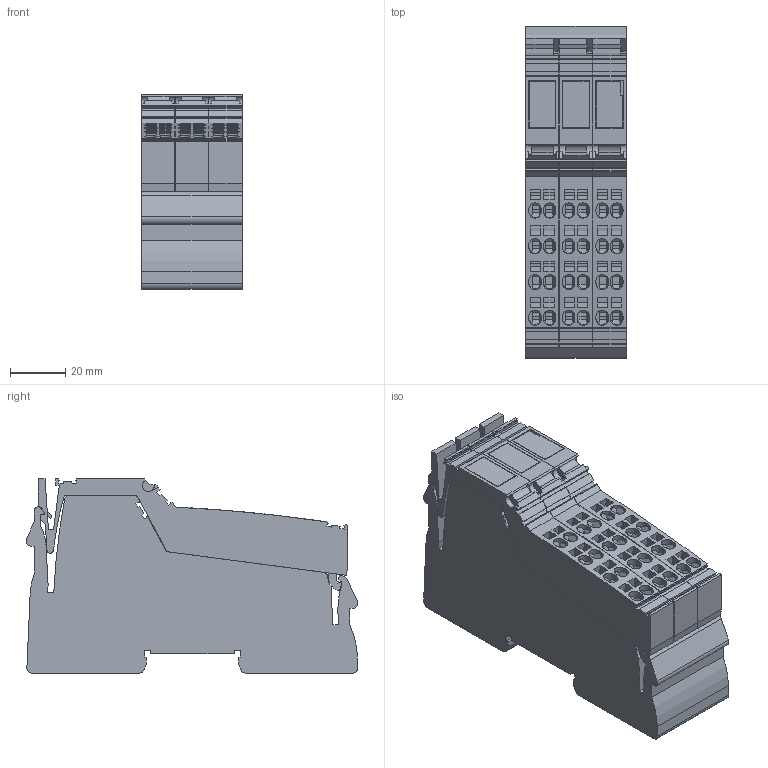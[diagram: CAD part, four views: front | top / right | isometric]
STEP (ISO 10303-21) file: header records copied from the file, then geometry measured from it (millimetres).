
FILE_DESCRIPTION(('Creo Elements/Direct Modeling STEP Export'),'2;1');
FILE_NAME('model.stp','2019-06-19T 3:41:01',(''),(''),'Creo Elements/Direct Modeling STEP processor for AP214 (Solid Model)','Creo Elements/Direct Modeling 20.1A 29-Sep-2018 (C) Parametric Technology GmbH','');
FILE_SCHEMA(('AUTOMOTIVE_DESIGN { 1 0 10303 214 1 1 1 1 }'));
Length unit declared in the file: millimetre
Products named in the file (5): L_L_LWL_WH-select.2; L_L_LWL_WH_AUSSEN-select; L_L_X_GEH_GY_7042-select; L_L_ST_GY_7042-select; IB_IL_120_PWR_IN_PAC-select
Assembly tree (7 placements, depth 2):
  IB_IL_120_PWR_IN_PAC-select
    L_L_ST_GY_7042-select  x3
    L_L_X_GEH_GY_7042-select
    L_L_LWL_WH-select.2  x2
    L_L_LWL_WH_AUSSEN-select
Bounding box: 36.45 x 120.1 x 70.43 mm (x, y, z)
Volume: 239136.1 mm3; surface area: 65805.1 mm2
Topology: 7 solids, 7 shells, 1605 faces, 4224 edges, 2792 vertices
Faces by surface type: plane 1379, cylinder 142, cone 84
Entity records: 35676 total; most frequent: CARTESIAN_POINT 7717, ORIENTED_EDGE 4488, DIRECTION 4013, EDGE_CURVE 2244, VECTOR 2013, LINE 2013, VERTEX_POINT 1488, AXIS2_PLACEMENT_3D 1000
